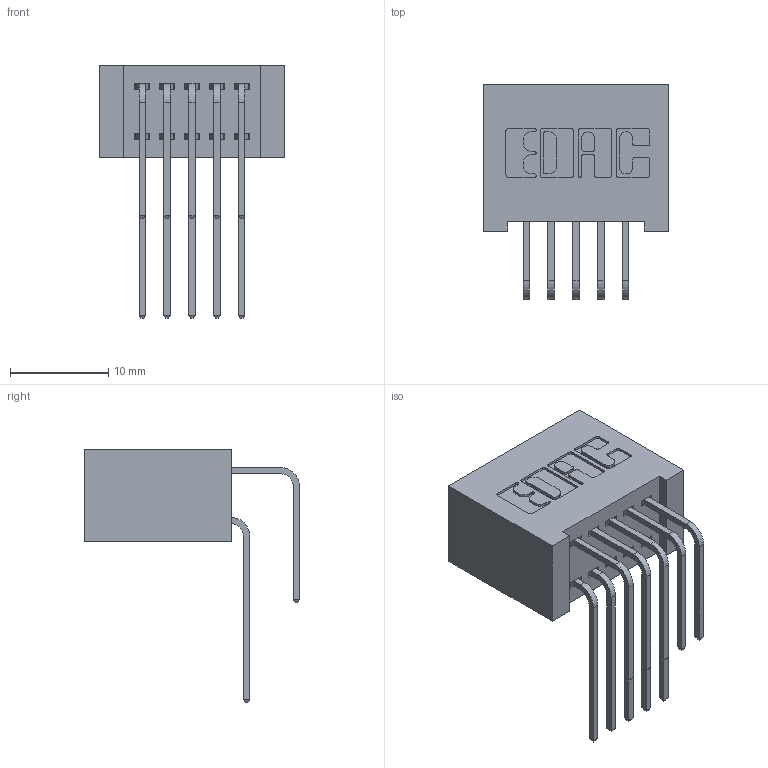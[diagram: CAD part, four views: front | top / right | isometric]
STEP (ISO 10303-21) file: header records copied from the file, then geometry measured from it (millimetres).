
FILE_DESCRIPTION (( 'STEP AP203' ), '1' );
FILE_NAME ('392-010-558-201.STEP', '2019-10-05T01:14:43', ( '' ), ( '' ), 'SwSTEP 2.0', 'SolidWorks 2016', '' );
FILE_SCHEMA (( 'CONFIG_CONTROL_DESIGN' ));
Length unit declared in the file: inch
Products named in the file (4): 342 Part_Lugless; 392-010-558-201; 345-292-001_558 Tail - 2; 345-292-001_558 559 Tail - 1
Assembly tree (11 placements, depth 2):
  392-010-558-201
    342 Part_Lugless
    345-292-001_558 559 Tail - 1  x5
    345-292-001_558 Tail - 2  x5
Bounding box: 18.95 x 21.91 x 25.78 mm (x, y, z)
Volume: 2024.6 mm3; surface area: 3091 mm2
Topology: 11 solids, 11 shells, 642 faces, 1885 edges, 1242 vertices
Faces by surface type: plane 442, cylinder 200
Entity records: 9377 total; most frequent: CARTESIAN_POINT 1645, ORIENTED_EDGE 1530, DIRECTION 1445, EDGE_CURVE 765, LINE 605, VECTOR 605, VERTEX_POINT 506, AXIS2_PLACEMENT_3D 420
